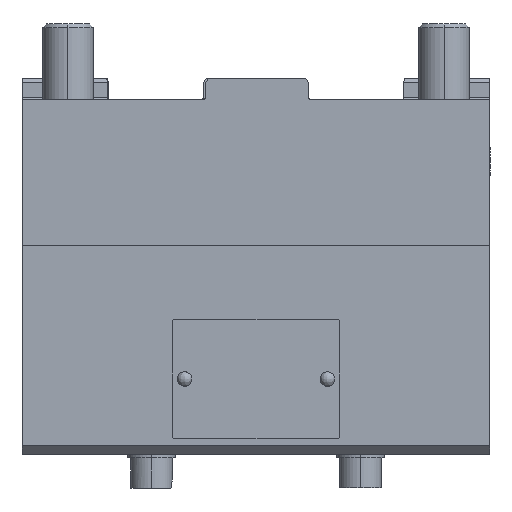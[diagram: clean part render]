
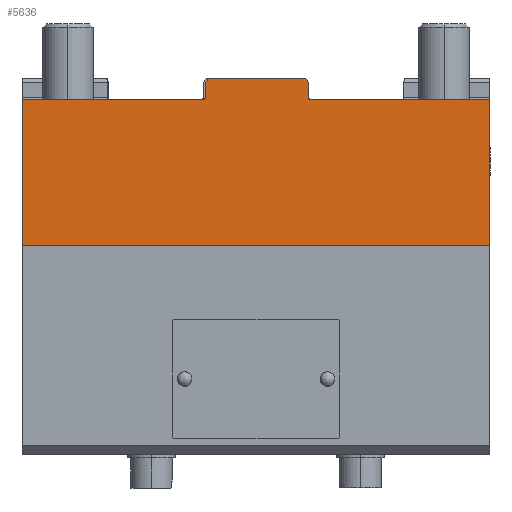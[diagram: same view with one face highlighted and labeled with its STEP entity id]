
A CAD part, left-side view. The second image highlights one B-rep face of the part: STEP entity #5636.
In plain terms, the highlighted planar face has unit normal (-1, 0, 0).
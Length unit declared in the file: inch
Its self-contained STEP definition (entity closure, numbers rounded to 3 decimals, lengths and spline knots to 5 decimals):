
#201 = AXIS2_PLACEMENT_3D ( 'NONE', #8780, #4036, #2582 ) ;
#211 = ORIENTED_EDGE ( 'NONE', *, *, #2445, .F. ) ;
#232 = CARTESIAN_POINT ( 'NONE',  ( -2.3622, 0.47244, -1.37795 ) ) ;
#278 = DIRECTION ( 'NONE',  ( 0., -0.5, -0.866 ) ) ;
#570 = VECTOR ( 'NONE', #13233, 39.37008 ) ;
#869 = CARTESIAN_POINT ( 'NONE',  ( -2.3622, 0.46108, 0.17717 ) ) ;
#877 = CIRCLE ( 'NONE', #18827, 0.01575 ) ;
#1048 = PLANE ( 'NONE',  #201 ) ;
#1106 = VECTOR ( 'NONE', #18502, 39.37008 ) ;
#1192 = DIRECTION ( 'NONE',  ( 0., -1., 0. ) ) ;
#1252 = LINE ( 'NONE', #2689, #9183 ) ;
#1389 = VERTEX_POINT ( 'NONE', #7046 ) ;
#1541 = LINE ( 'NONE', #9191, #17180 ) ;
#1544 = EDGE_CURVE ( 'NONE', #6154, #14072, #10542, .T. ) ;
#1791 = DIRECTION ( 'NONE',  ( 0., 0., -1. ) ) ;
#2084 = CARTESIAN_POINT ( 'NONE',  ( -2.3622, -2.20472, 0. ) ) ;
#2202 = DIRECTION ( 'NONE',  ( 1., 0., 0. ) ) ;
#2445 = EDGE_CURVE ( 'NONE', #1389, #17524, #9884, .T. ) ;
#2582 = DIRECTION ( 'NONE',  ( 0., 0., 1. ) ) ;
#2689 = CARTESIAN_POINT ( 'NONE',  ( -2.3622, -0.49193, -1.37795 ) ) ;
#3043 = CARTESIAN_POINT ( 'NONE',  ( -2.3622, -2.20472, -1.37795 ) ) ;
#3877 = ORIENTED_EDGE ( 'NONE', *, *, #11198, .T. ) ;
#4036 = DIRECTION ( 'NONE',  ( -1., 0., 0. ) ) ;
#4059 = ORIENTED_EDGE ( 'NONE', *, *, #6170, .T. ) ;
#4126 = EDGE_CURVE ( 'NONE', #12703, #6658, #1541, .T. ) ;
#4215 = CARTESIAN_POINT ( 'NONE',  ( -2.3622, -0.4692, 0.19685 ) ) ;
#4340 = DIRECTION ( 'NONE',  ( 0., 0., 1. ) ) ;
#4414 = CARTESIAN_POINT ( 'NONE',  ( -2.3622, -0.50768, 0.01575 ) ) ;
#4592 = LINE ( 'NONE', #232, #10446 ) ;
#4998 = CARTESIAN_POINT ( 'NONE',  ( -2.3622, 2.20472, 0. ) ) ;
#5198 = EDGE_CURVE ( 'NONE', #11023, #15551, #8909, .T. ) ;
#5440 = CARTESIAN_POINT ( 'NONE',  ( -2.3622, 0.44971, 0.19685 ) ) ;
#5561 = EDGE_CURVE ( 'NONE', #10611, #13302, #8858, .T. ) ;
#5636 = ADVANCED_FACE ( 'NONE', ( #8405 ), #1048, .T. ) ;
#5672 = ORIENTED_EDGE ( 'NONE', *, *, #12583, .T. ) ;
#5880 = ORIENTED_EDGE ( 'NONE', *, *, #5198, .T. ) ;
#6003 = CARTESIAN_POINT ( 'NONE',  ( -2.3622, -2.20472, 0. ) ) ;
#6154 = VERTEX_POINT ( 'NONE', #15068 ) ;
#6170 = EDGE_CURVE ( 'NONE', #1389, #18422, #4592, .T. ) ;
#6658 = VERTEX_POINT ( 'NONE', #14520 ) ;
#6768 = ORIENTED_EDGE ( 'NONE', *, *, #4126, .F. ) ;
#7012 = VECTOR ( 'NONE', #11750, 39.37008 ) ;
#7033 = CARTESIAN_POINT ( 'NONE',  ( -2.3622, -0.50768, 0. ) ) ;
#7046 = CARTESIAN_POINT ( 'NONE',  ( -2.3622, 0.47244, 0.15748 ) ) ;
#7174 = LINE ( 'NONE', #16011, #7012 ) ;
#8405 = FACE_OUTER_BOUND ( 'NONE', #16596, .T. ) ;
#8456 = CARTESIAN_POINT ( 'NONE',  ( -2.3622, -0.49193, 0.01575 ) ) ;
#8517 = DIRECTION ( 'NONE',  ( 0., 0., 1. ) ) ;
#8780 = CARTESIAN_POINT ( 'NONE',  ( -2.3622, -2.20472, -1.37795 ) ) ;
#8858 = CIRCLE ( 'NONE', #11351, 0.01575 ) ;
#8888 = ORIENTED_EDGE ( 'NONE', *, *, #1544, .F. ) ;
#8909 = LINE ( 'NONE', #14635, #17840 ) ;
#9183 = VECTOR ( 'NONE', #8517, 39.37008 ) ;
#9191 = CARTESIAN_POINT ( 'NONE',  ( -2.3622, -0.48056, 0.17717 ) ) ;
#9755 = ORIENTED_EDGE ( 'NONE', *, *, #10920, .T. ) ;
#9884 = LINE ( 'NONE', #869, #1106 ) ;
#10446 = VECTOR ( 'NONE', #1791, 39.37008 ) ;
#10542 = LINE ( 'NONE', #4998, #16173 ) ;
#10611 = VERTEX_POINT ( 'NONE', #7033 ) ;
#10788 = EDGE_CURVE ( 'NONE', #6154, #11023, #16336, .T. ) ;
#10920 = EDGE_CURVE ( 'NONE', #15551, #10611, #7174, .T. ) ;
#10931 = DIRECTION ( 'NONE',  ( 0., 0., 1. ) ) ;
#11023 = VERTEX_POINT ( 'NONE', #14749 ) ;
#11108 = DIRECTION ( 'NONE',  ( 0., -1., 0. ) ) ;
#11198 = EDGE_CURVE ( 'NONE', #13302, #6658, #1252, .T. ) ;
#11351 = AXIS2_PLACEMENT_3D ( 'NONE', #4414, #11525, #11432 ) ;
#11432 = DIRECTION ( 'NONE',  ( 0., 0., -1. ) ) ;
#11525 = DIRECTION ( 'NONE',  ( 1., 0., 0. ) ) ;
#11750 = DIRECTION ( 'NONE',  ( 0., 1., 0. ) ) ;
#11937 = EDGE_CURVE ( 'NONE', #14072, #15972, #15472, .T. ) ;
#12583 = EDGE_CURVE ( 'NONE', #18422, #15972, #877, .T. ) ;
#12593 = DIRECTION ( 'NONE',  ( 0., 0., 1. ) ) ;
#12703 = VERTEX_POINT ( 'NONE', #4215 ) ;
#13233 = DIRECTION ( 'NONE',  ( 0., 1., 0. ) ) ;
#13284 = CARTESIAN_POINT ( 'NONE',  ( -2.3622, 0.48819, 0. ) ) ;
#13302 = VERTEX_POINT ( 'NONE', #8456 ) ;
#13520 = CARTESIAN_POINT ( 'NONE',  ( -2.3622, -2.20472, 0.19685 ) ) ;
#13546 = ORIENTED_EDGE ( 'NONE', *, *, #17323, .T. ) ;
#13997 = CARTESIAN_POINT ( 'NONE',  ( -2.3622, 2.20472, 0. ) ) ;
#14072 = VERTEX_POINT ( 'NONE', #13997 ) ;
#14249 = ORIENTED_EDGE ( 'NONE', *, *, #5561, .T. ) ;
#14520 = CARTESIAN_POINT ( 'NONE',  ( -2.3622, -0.49193, 0.15748 ) ) ;
#14635 = CARTESIAN_POINT ( 'NONE',  ( -2.3622, -2.20472, -1.37795 ) ) ;
#14749 = CARTESIAN_POINT ( 'NONE',  ( -2.3622, -2.20472, -1.37795 ) ) ;
#14778 = ORIENTED_EDGE ( 'NONE', *, *, #11937, .F. ) ;
#14780 = LINE ( 'NONE', #13520, #570 ) ;
#15068 = CARTESIAN_POINT ( 'NONE',  ( -2.3622, 2.20472, -1.37795 ) ) ;
#15472 = LINE ( 'NONE', #2084, #17559 ) ;
#15551 = VERTEX_POINT ( 'NONE', #6003 ) ;
#15557 = ORIENTED_EDGE ( 'NONE', *, *, #10788, .T. ) ;
#15778 = CARTESIAN_POINT ( 'NONE',  ( -2.3622, 0.48819, 0.01575 ) ) ;
#15972 = VERTEX_POINT ( 'NONE', #13284 ) ;
#16011 = CARTESIAN_POINT ( 'NONE',  ( -2.3622, -2.20472, 0. ) ) ;
#16137 = CARTESIAN_POINT ( 'NONE',  ( -2.3622, 0.47244, 0.01575 ) ) ;
#16173 = VECTOR ( 'NONE', #10931, 39.37008 ) ;
#16336 = LINE ( 'NONE', #3043, #16610 ) ;
#16596 = EDGE_LOOP ( 'NONE', ( #5672, #14778, #8888, #15557, #5880, #9755, #14249, #3877, #6768, #13546, #211, #4059 ) ) ;
#16610 = VECTOR ( 'NONE', #1192, 39.37008 ) ;
#17180 = VECTOR ( 'NONE', #278, 39.37008 ) ;
#17323 = EDGE_CURVE ( 'NONE', #12703, #17524, #14780, .T. ) ;
#17524 = VERTEX_POINT ( 'NONE', #5440 ) ;
#17559 = VECTOR ( 'NONE', #11108, 39.37008 ) ;
#17840 = VECTOR ( 'NONE', #4340, 39.37008 ) ;
#18422 = VERTEX_POINT ( 'NONE', #16137 ) ;
#18502 = DIRECTION ( 'NONE',  ( 0., -0.5, 0.866 ) ) ;
#18827 = AXIS2_PLACEMENT_3D ( 'NONE', #15778, #2202, #12593 ) ;
